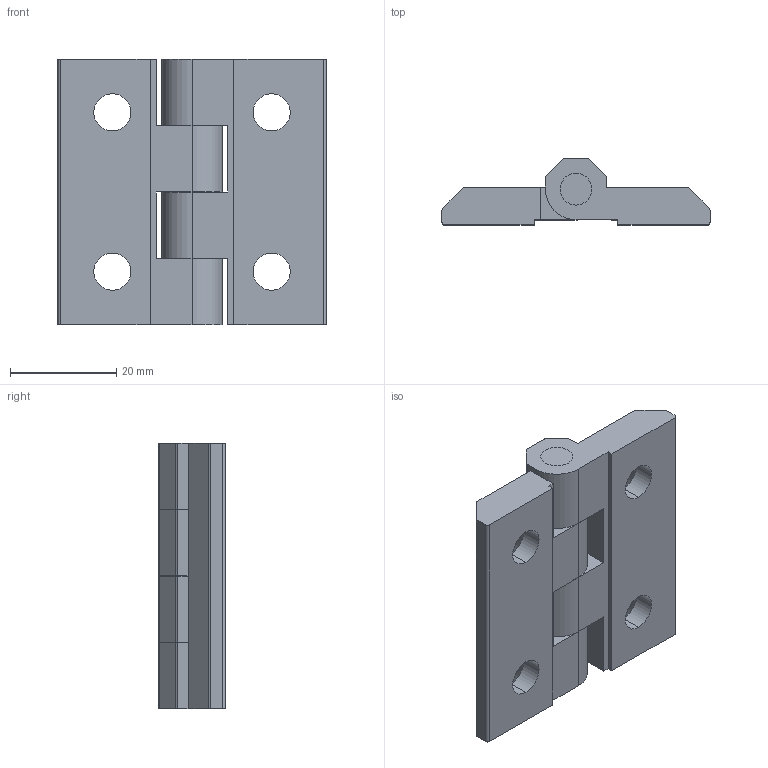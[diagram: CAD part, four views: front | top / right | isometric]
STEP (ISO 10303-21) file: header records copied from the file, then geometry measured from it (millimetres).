
FILE_DESCRIPTION (( 'STEP AP214' ), '1' );
FILE_NAME ('3030金属合页.STEP', '2019-07-26T00:44:04', ( '微软用户' ), ( '微软中国' ), 'SwSTEP 2.0', 'SolidWorks 2015', '' );
FILE_SCHEMA (( 'AUTOMOTIVE_DESIGN' ));
Length unit declared in the file: millimetre
Products named in the file (3): 3030踢扽磁珜; 粣01; 3030
Assembly tree (3 placements, depth 2):
  3030踢扽磁珜
    3030  x2
    粣01
Bounding box: 50.5 x 12.5 x 50 mm (x, y, z)
Volume: 16431.6 mm3; surface area: 9669 mm2
Topology: 3 solids, 3 shells, 100 faces, 286 edges, 188 vertices
Faces by surface type: plane 48, cylinder 42, cone 8, bspline 2
Entity records: 1819 total; most frequent: CARTESIAN_POINT 367, ORIENTED_EDGE 292, DIRECTION 278, EDGE_CURVE 146, AXIS2_PLACEMENT_3D 107, VERTEX_POINT 96, VECTOR 64, LINE 64
